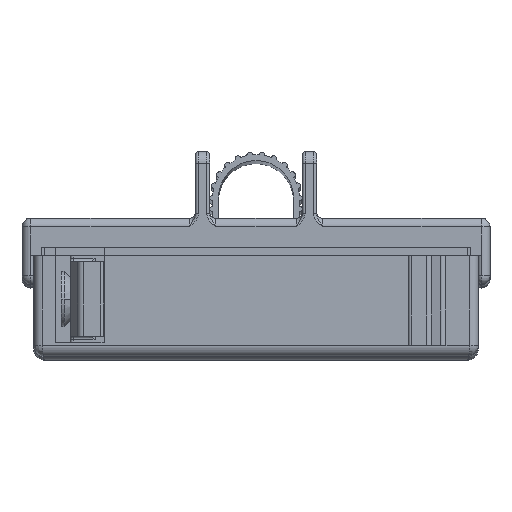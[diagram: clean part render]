
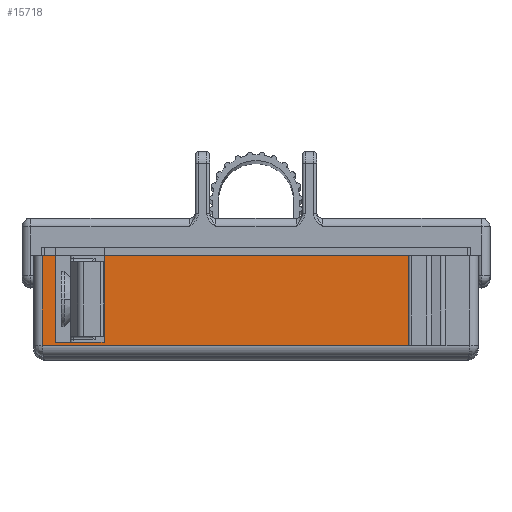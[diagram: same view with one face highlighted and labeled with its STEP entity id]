
A CAD part, top view. The second image highlights one B-rep face of the part: STEP entity #15718.
In plain terms, the highlighted face is planar.
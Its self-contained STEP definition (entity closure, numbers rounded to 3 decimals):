
#86 = AXIS2_PLACEMENT_3D ( 'NONE', #1699, #23276, #7850 ) ;
#278 = VERTEX_POINT ( 'NONE', #1485 ) ;
#486 = EDGE_CURVE ( 'NONE', #977, #2977, #3714, .T. ) ;
#977 = VERTEX_POINT ( 'NONE', #23862 ) ;
#1485 = CARTESIAN_POINT ( 'NONE',  ( 37., 17.5, -7.5 ) ) ;
#1559 = EDGE_CURVE ( 'NONE', #7308, #18843, #5796, .T. ) ;
#1699 = CARTESIAN_POINT ( 'NONE',  ( 38.5, 19., -7.5 ) ) ;
#1840 = ORIENTED_EDGE ( 'NONE', *, *, #19716, .T. ) ;
#2180 = EDGE_CURVE ( 'NONE', #23824, #16446, #22932, .T. ) ;
#2500 = ORIENTED_EDGE ( 'NONE', *, *, #24152, .F. ) ;
#2977 = VERTEX_POINT ( 'NONE', #18488 ) ;
#3245 = ORIENTED_EDGE ( 'NONE', *, *, #486, .F. ) ;
#3375 = VECTOR ( 'NONE', #10934, 1000. ) ;
#3487 = CARTESIAN_POINT ( 'NONE',  ( 38.5, 17.5, -7.5 ) ) ;
#3713 = EDGE_CURVE ( 'NONE', #278, #23083, #8270, .T. ) ;
#3714 = CIRCLE ( 'NONE', #19656, 0.1 ) ;
#4345 = VERTEX_POINT ( 'NONE', #16224 ) ;
#4559 = EDGE_CURVE ( 'NONE', #4345, #16446, #7338, .T. ) ;
#4691 = CARTESIAN_POINT ( 'NONE',  ( 26.2, 2.6, -7.5 ) ) ;
#5551 = EDGE_CURVE ( 'NONE', #278, #16456, #15295, .T. ) ;
#5796 = CIRCLE ( 'NONE', #16105, 0.1 ) ;
#6436 = DIRECTION ( 'NONE',  ( 0., 0., -1. ) ) ;
#6656 = EDGE_CURVE ( 'NONE', #23083, #7308, #22535, .T. ) ;
#6924 = DIRECTION ( 'NONE',  ( -1., 0., 0. ) ) ;
#7308 = VERTEX_POINT ( 'NONE', #14725 ) ;
#7338 = LINE ( 'NONE', #9134, #3375 ) ;
#7500 = DIRECTION ( 'NONE',  ( -1., 0., 0. ) ) ;
#7504 = DIRECTION ( 'NONE',  ( -1., 0., 0. ) ) ;
#7687 = CARTESIAN_POINT ( 'NONE',  ( 37., 19., -7.5 ) ) ;
#7798 = VECTOR ( 'NONE', #8620, 1000. ) ;
#7850 = DIRECTION ( 'NONE',  ( 1., 0., 0. ) ) ;
#8270 = LINE ( 'NONE', #19267, #22996 ) ;
#8620 = DIRECTION ( 'NONE',  ( 0., 1., 0. ) ) ;
#9134 = CARTESIAN_POINT ( 'NONE',  ( -28.603, 2., -7.5 ) ) ;
#10934 = DIRECTION ( 'NONE',  ( 0., 1., 0. ) ) ;
#11172 = ORIENTED_EDGE ( 'NONE', *, *, #2180, .F. ) ;
#11482 = ORIENTED_EDGE ( 'NONE', *, *, #5551, .T. ) ;
#11810 = CARTESIAN_POINT ( 'NONE',  ( 37., 2., -7.5 ) ) ;
#11830 = VECTOR ( 'NONE', #19317, 1000. ) ;
#12205 = VECTOR ( 'NONE', #7500, 1000. ) ;
#12239 = LINE ( 'NONE', #24133, #24544 ) ;
#12384 = CARTESIAN_POINT ( 'NONE',  ( 34.7, 17.5, -7.5 ) ) ;
#12658 = DIRECTION ( 'NONE',  ( 0., 0., -1. ) ) ;
#13548 = ORIENTED_EDGE ( 'NONE', *, *, #3713, .F. ) ;
#14075 = CARTESIAN_POINT ( 'NONE',  ( 26.3, 2.6, -7.5 ) ) ;
#14717 = CARTESIAN_POINT ( 'NONE',  ( 34.6, 2.6, -7.5 ) ) ;
#14725 = CARTESIAN_POINT ( 'NONE',  ( 34.7, 2.6, -7.5 ) ) ;
#15295 = LINE ( 'NONE', #7687, #19562 ) ;
#15636 = CARTESIAN_POINT ( 'NONE',  ( 34.6, 2.5, -7.5 ) ) ;
#15718 = ADVANCED_FACE ( 'NONE', ( #22574 ), #19375, .F. ) ;
#16105 = AXIS2_PLACEMENT_3D ( 'NONE', #14717, #12658, #6924 ) ;
#16224 = CARTESIAN_POINT ( 'NONE',  ( -28.603, 2., -7.5 ) ) ;
#16446 = VERTEX_POINT ( 'NONE', #21841 ) ;
#16456 = VERTEX_POINT ( 'NONE', #11810 ) ;
#16465 = LINE ( 'NONE', #21272, #11830 ) ;
#16888 = ORIENTED_EDGE ( 'NONE', *, *, #1559, .F. ) ;
#17727 = DIRECTION ( 'NONE',  ( 0., -1., 0. ) ) ;
#17963 = ORIENTED_EDGE ( 'NONE', *, *, #6656, .F. ) ;
#18268 = LINE ( 'NONE', #4691, #7798 ) ;
#18488 = CARTESIAN_POINT ( 'NONE',  ( 26.2, 2.6, -7.5 ) ) ;
#18547 = DIRECTION ( 'NONE',  ( -1., 0., 0. ) ) ;
#18803 = EDGE_LOOP ( 'NONE', ( #16888, #17963, #13548, #11482, #1840, #24072, #11172, #2500, #3245, #21832 ) ) ;
#18843 = VERTEX_POINT ( 'NONE', #15636 ) ;
#19267 = CARTESIAN_POINT ( 'NONE',  ( 38.5, 17.5, -7.5 ) ) ;
#19317 = DIRECTION ( 'NONE',  ( -1., 0., 0. ) ) ;
#19375 = PLANE ( 'NONE',  #86 ) ;
#19496 = VECTOR ( 'NONE', #17727, 1000. ) ;
#19562 = VECTOR ( 'NONE', #21407, 1000. ) ;
#19656 = AXIS2_PLACEMENT_3D ( 'NONE', #14075, #6436, #24034 ) ;
#19716 = EDGE_CURVE ( 'NONE', #16456, #4345, #12239, .T. ) ;
#21272 = CARTESIAN_POINT ( 'NONE',  ( 34.6, 2.5, -7.5 ) ) ;
#21407 = DIRECTION ( 'NONE',  ( 0., -1., 0. ) ) ;
#21832 = ORIENTED_EDGE ( 'NONE', *, *, #22895, .F. ) ;
#21841 = CARTESIAN_POINT ( 'NONE',  ( -28.603, 17.5, -7.5 ) ) ;
#22535 = LINE ( 'NONE', #25366, #19496 ) ;
#22574 = FACE_OUTER_BOUND ( 'NONE', #18803, .T. ) ;
#22895 = EDGE_CURVE ( 'NONE', #18843, #977, #16465, .T. ) ;
#22896 = CARTESIAN_POINT ( 'NONE',  ( 26.2, 17.5, -7.5 ) ) ;
#22932 = LINE ( 'NONE', #3487, #12205 ) ;
#22996 = VECTOR ( 'NONE', #7504, 1000. ) ;
#23083 = VERTEX_POINT ( 'NONE', #12384 ) ;
#23276 = DIRECTION ( 'NONE',  ( 0., 0., 1. ) ) ;
#23824 = VERTEX_POINT ( 'NONE', #22896 ) ;
#23862 = CARTESIAN_POINT ( 'NONE',  ( 26.3, 2.5, -7.5 ) ) ;
#24034 = DIRECTION ( 'NONE',  ( -1., 0., 0. ) ) ;
#24072 = ORIENTED_EDGE ( 'NONE', *, *, #4559, .T. ) ;
#24133 = CARTESIAN_POINT ( 'NONE',  ( 38.5, 2., -7.5 ) ) ;
#24152 = EDGE_CURVE ( 'NONE', #2977, #23824, #18268, .T. ) ;
#24544 = VECTOR ( 'NONE', #18547, 1000. ) ;
#25366 = CARTESIAN_POINT ( 'NONE',  ( 34.7, 19., -7.5 ) ) ;
